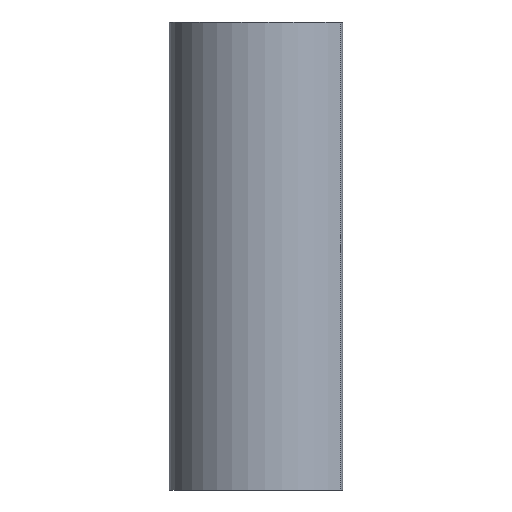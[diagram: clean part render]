
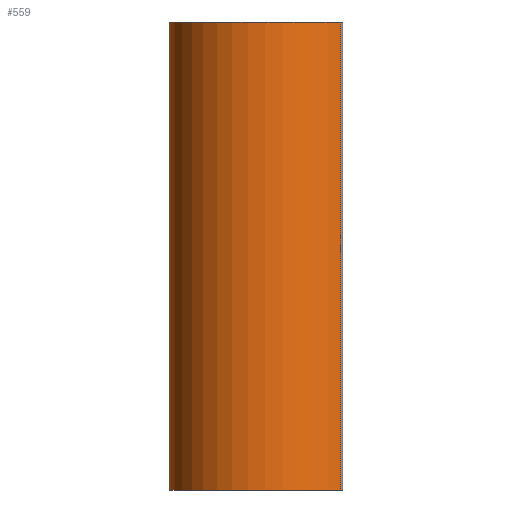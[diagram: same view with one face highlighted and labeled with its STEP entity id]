
A CAD part, left-side view. The second image highlights one B-rep face of the part: STEP entity #559.
In plain terms, the highlighted cylindrical face has radius 21.2 mm (diameter 42.4 mm), a partial arc.
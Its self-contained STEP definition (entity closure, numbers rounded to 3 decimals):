
#41=LINE('',#780,#103);
#71=LINE('',#850,#133);
#103=VECTOR('',#628,1000.);
#133=VECTOR('',#692,1000.);
#264=ORIENTED_EDGE('',*,*,#396,.T.);
#265=ORIENTED_EDGE('',*,*,#323,.F.);
#266=ORIENTED_EDGE('',*,*,#397,.F.);
#267=ORIENTED_EDGE('',*,*,#358,.T.);
#323=EDGE_CURVE('',#401,#398,#41,.T.);
#358=EDGE_CURVE('',#425,#424,#71,.T.);
#396=EDGE_CURVE('',#424,#398,#464,.T.);
#397=EDGE_CURVE('',#425,#401,#465,.T.);
#398=VERTEX_POINT('',#774);
#401=VERTEX_POINT('',#779);
#424=VERTEX_POINT('',#849);
#425=VERTEX_POINT('',#851);
#464=CIRCLE('',#615,21.2);
#465=CIRCLE('',#616,21.2);
#491=EDGE_LOOP('',(#264,#265,#266,#267));
#521=FACE_BOUND('',#491,.T.);
#533=CYLINDRICAL_SURFACE('',#614,21.2);
#559=ADVANCED_FACE('',(#521),#533,.T.);
#614=AXIS2_PLACEMENT_3D('',#925,#761,#762);
#615=AXIS2_PLACEMENT_3D('',#926,#763,#764);
#616=AXIS2_PLACEMENT_3D('',#927,#765,#766);
#628=DIRECTION('',(0.,0.,-1.));
#692=DIRECTION('',(0.,0.,-1.));
#761=DIRECTION('',(0.,0.,-1.));
#762=DIRECTION('',(-1.,0.,0.));
#763=DIRECTION('',(0.,0.,1.));
#764=DIRECTION('',(0.,-1.,0.));
#765=DIRECTION('',(0.,0.,1.));
#766=DIRECTION('',(0.,-1.,0.));
#774=CARTESIAN_POINT('',(-14.582,-24.089,-50.));
#779=CARTESIAN_POINT('',(-14.582,-24.089,50.));
#780=CARTESIAN_POINT('',(-14.582,-24.089,50.));
#849=CARTESIAN_POINT('',(14.582,-24.089,-50.));
#850=CARTESIAN_POINT('',(14.582,-24.089,50.));
#851=CARTESIAN_POINT('',(14.582,-24.089,50.));
#925=CARTESIAN_POINT('',(0.,-8.7,50.));
#926=CARTESIAN_POINT('',(0.,-8.7,-50.));
#927=CARTESIAN_POINT('',(0.,-8.7,50.));
